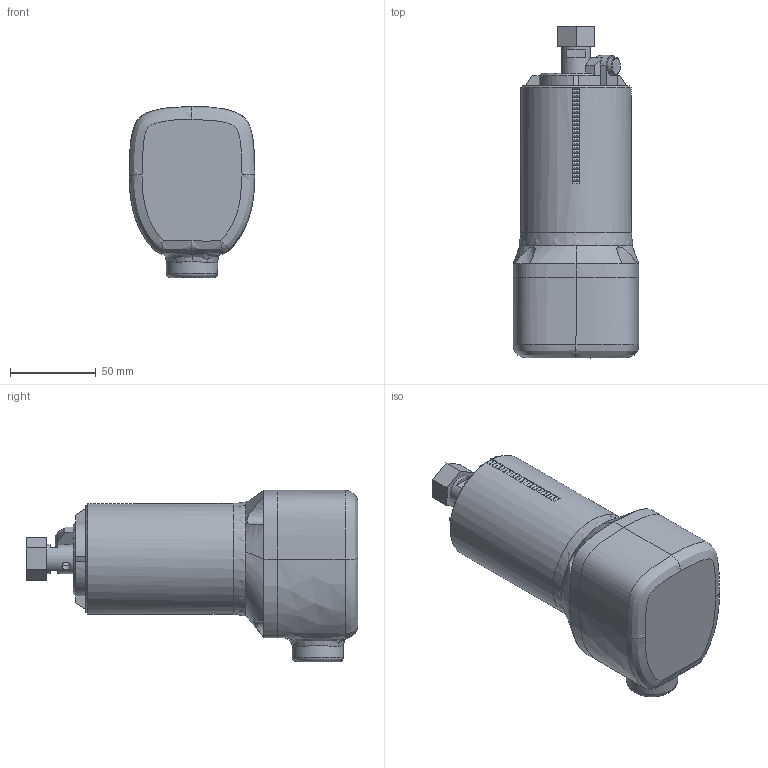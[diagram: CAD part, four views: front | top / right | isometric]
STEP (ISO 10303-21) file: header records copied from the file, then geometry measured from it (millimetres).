
FILE_DESCRIPTION(/* description */ (''),/* implementation_level */ '2;1');
FILE_NAME(/* name */ 'RT0700 v10.step',/* time_stamp */ '2016-04-24T15:10:26+02:00',/* author */ (''),/* organization */ (''),/* preprocessor_version */ 'ST-DEVELOPER v16.2',/* originating_system */ 'Autodesk Translation Framework v4.3.0.3010',/* authorisation */ '');
FILE_SCHEMA (('AUTOMOTIVE_DESIGN { 1 0 10303 214 3 1 1 }'));
Length unit declared in the file: centimetre
Products named in the file (6): RT0700 v10; Component2; Component3; Component6; Component7; Component8
Assembly tree (5 placements, depth 2):
  RT0700 v10
    Component2
    Component3
    Component6
    Component7
    Component8
Bounding box: 73.5 x 194 x 100.13 mm (x, y, z)
Volume: 447844 mm3; surface area: 105019.9 mm2
Topology: 6 solids, 7 shells, 244 faces, 661 edges, 434 vertices
Faces by surface type: plane 185, bspline 33, cylinder 20, cone 4, torus 2
Full cylindrical faces by diameter (mm): 5 x4, 9 x1, 10 x1, 10.5 x1, 11 x1, 17 x1, 21 x1, 30 x1, 60 x2, 64.9 x1
Entity records: 11598 total; most frequent: CARTESIAN_POINT 5564, ORIENTED_EDGE 1246, DIRECTION 1160, EDGE_CURVE 631, VERTEX_POINT 424, AXIS2_PLACEMENT_3D 387, LINE 386, VECTOR 386
